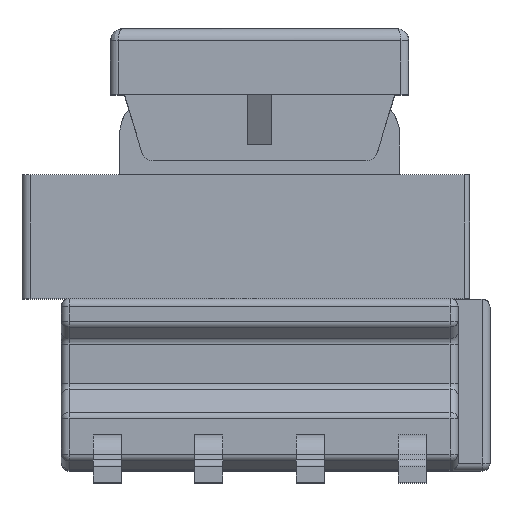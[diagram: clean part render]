
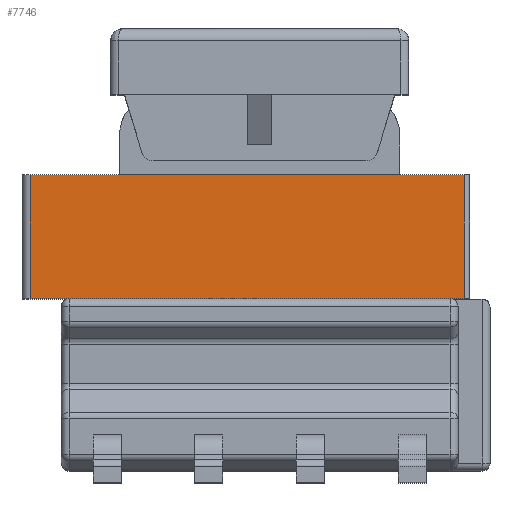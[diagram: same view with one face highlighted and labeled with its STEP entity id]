
A CAD part, top view. The second image highlights one B-rep face of the part: STEP entity #7746.
In plain terms, the highlighted planar face has unit normal (0, 0, 1).
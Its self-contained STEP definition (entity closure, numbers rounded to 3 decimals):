
#1217=DIRECTION('',(0.,-1.,0.));
#1218=VECTOR('',#1217,3.1);
#1219=CARTESIAN_POINT('',(-5.74,1.5,6.7));
#1220=LINE('',#1219,#1218);
#1224=DIRECTION('',(1.,0.,0.));
#1225=VECTOR('',#1224,10.85);
#1226=CARTESIAN_POINT('',(-5.74,1.5,6.7));
#1227=LINE('',#1226,#1225);
#1231=DIRECTION('',(-1.,0.,0.));
#1232=VECTOR('',#1231,10.85);
#1233=CARTESIAN_POINT('',(5.11,-1.6,6.7));
#1234=LINE('',#1233,#1232);
#1245=DIRECTION('',(0.,1.,0.));
#1246=VECTOR('',#1245,3.1);
#1247=CARTESIAN_POINT('',(5.11,-1.6,6.7));
#1248=LINE('',#1247,#1246);
#5769=CARTESIAN_POINT('',(5.11,1.5,6.7));
#5770=VERTEX_POINT('',#5769);
#5805=CARTESIAN_POINT('',(5.11,-1.6,6.7));
#5806=VERTEX_POINT('',#5805);
#6414=CARTESIAN_POINT('',(-5.74,-1.6,6.7));
#6416=VERTEX_POINT('',#6414);
#6420=CARTESIAN_POINT('',(-5.74,1.5,6.7));
#6421=VERTEX_POINT('',#6420);
#7734=CARTESIAN_POINT('',(-5.11,1.5,6.7));
#7735=DIRECTION('',(0.,0.,1.));
#7736=DIRECTION('',(1.,0.,0.));
#7737=AXIS2_PLACEMENT_3D('',#7734,#7735,#7736);
#7738=PLANE('',#7737);
#7739=ORIENTED_EDGE('',*,*,#7677,.F.);
#7740=ORIENTED_EDGE('',*,*,#7143,.T.);
#7742=ORIENTED_EDGE('',*,*,#7741,.F.);
#7743=ORIENTED_EDGE('',*,*,#7690,.T.);
#7744=EDGE_LOOP('',(#7739,#7740,#7742,#7743));
#7745=FACE_OUTER_BOUND('',#7744,.F.);
#7746=ADVANCED_FACE('',(#7745),#7738,.T.);
#7143=EDGE_CURVE('',#6421,#5770,#1227,.T.);
#7677=EDGE_CURVE('',#6421,#6416,#1220,.T.);
#7690=EDGE_CURVE('',#5806,#6416,#1234,.T.);
#7741=EDGE_CURVE('',#5806,#5770,#1248,.T.);
